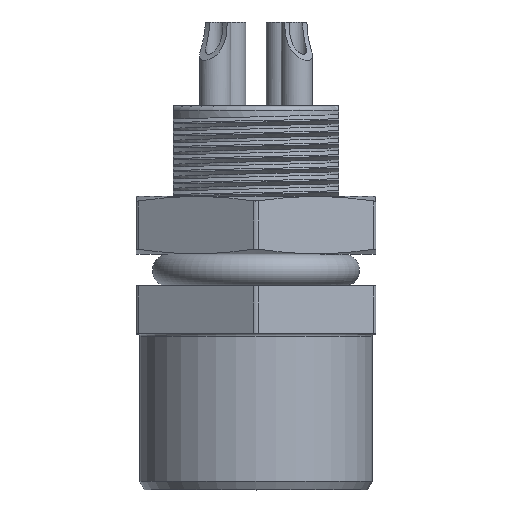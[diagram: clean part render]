
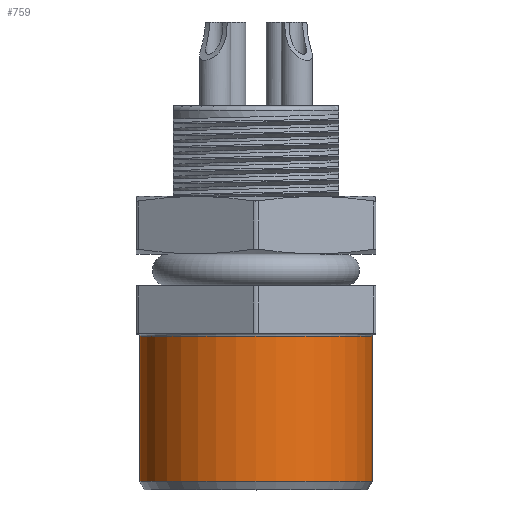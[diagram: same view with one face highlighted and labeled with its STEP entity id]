
A CAD part, top view. The second image highlights one B-rep face of the part: STEP entity #759.
In plain terms, the highlighted cylindrical face has radius 4.85 mm (diameter 9.7 mm), a full revolution.
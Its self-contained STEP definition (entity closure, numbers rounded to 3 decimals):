
#393=CYLINDRICAL_SURFACE('',#4687,4.85);
#759=ADVANCED_FACE('',(#1518,#1519),#393,.T.);
#1518=FACE_BOUND('',#1673,.T.);
#1519=FACE_BOUND('',#1674,.T.);
#1673=EDGE_LOOP('',(#2180));
#1674=EDGE_LOOP('',(#2181));
#2180=ORIENTED_EDGE('',*,*,#3927,.F.);
#2181=ORIENTED_EDGE('',*,*,#3928,.F.);
#3414=VERTEX_POINT('',#7594);
#3415=VERTEX_POINT('',#7597);
#3927=EDGE_CURVE('',#3414,#3414,#4526,.T.);
#3928=EDGE_CURVE('',#3415,#3415,#4527,.T.);
#4526=CIRCLE('',#4682,4.85);
#4527=CIRCLE('',#4684,4.85);
#4682=AXIS2_PLACEMENT_3D('',#7593,#5135,#5136);
#4684=AXIS2_PLACEMENT_3D('',#7596,#5139,#5140);
#4687=AXIS2_PLACEMENT_3D('',#7601,#5145,#5146);
#5135=DIRECTION('',(0.,-1.,0.));
#5136=DIRECTION('',(0.866,0.,0.5));
#5139=DIRECTION('',(0.,1.,0.));
#5140=DIRECTION('',(-0.866,0.,-0.5));
#5145=DIRECTION('',(0.,-1.,0.));
#5146=DIRECTION('',(0.866,0.,0.5));
#7593=CARTESIAN_POINT('',(0.,-7.654,0.));
#7594=CARTESIAN_POINT('',(4.2,-7.654,2.425));
#7596=CARTESIAN_POINT('',(0.,-1.6,0.));
#7597=CARTESIAN_POINT('',(-4.2,-1.6,-2.425));
#7601=CARTESIAN_POINT('',(0.,8.8,0.));
